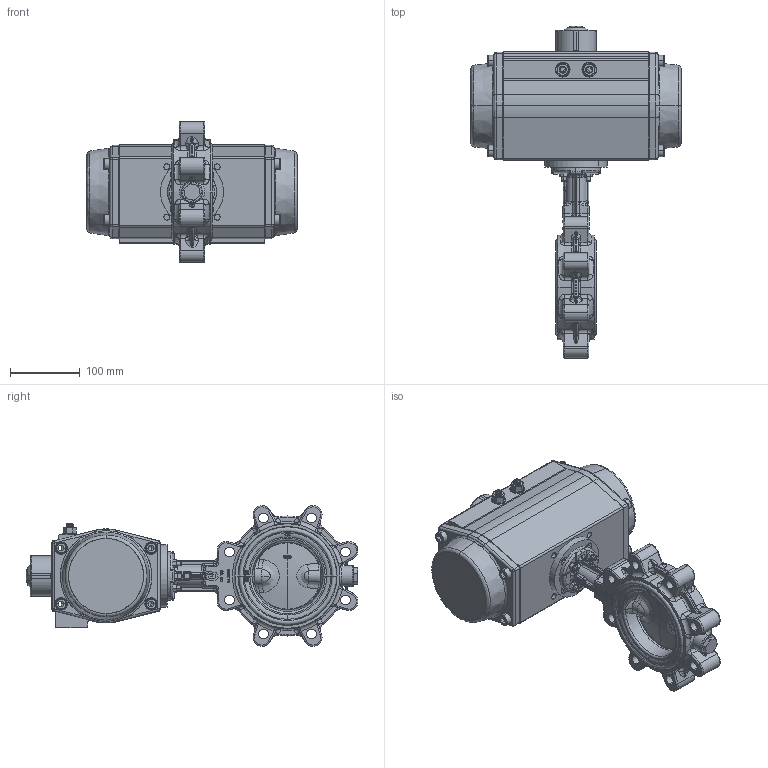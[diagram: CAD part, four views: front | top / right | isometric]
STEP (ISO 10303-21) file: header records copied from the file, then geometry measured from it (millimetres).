
FILE_DESCRIPTION (( 'STEP AP203' ), '1' );
FILE_NAME ('AK02_DN100_pneu.-einfachw..STEP', '2022-11-04T07:44:08', ( '' ), ( '' ), 'SwSTEP 2.0', 'SolidWorks 2021', '' );
FILE_SCHEMA (( 'CONFIG_CONTROL_DESIGN' ));
Length unit declared in the file: metre
Products named in the file (1): AK02_DN100_pneu.-einfachw.
Bounding box: 301 x 475.65 x 202 mm (x, y, z)
Surface area: 368362 mm2 (no closed solid volume)
Topology: 0 solids, 416 shells, 1487 faces, 5366 edges, 4142 vertices
Faces by surface type: plane 446, cylinder 408, bspline 328, torus 195, cone 96, sphere 14
Entity records: 98391 total; most frequent: CARTESIAN_POINT 56707, DIRECTION 7818, ORIENTED_EDGE 7630, EDGE_CURVE 5283, VERTEX_POINT 4141, AXIS2_PLACEMENT_3D 2831, LINE 2156, VECTOR 2156
